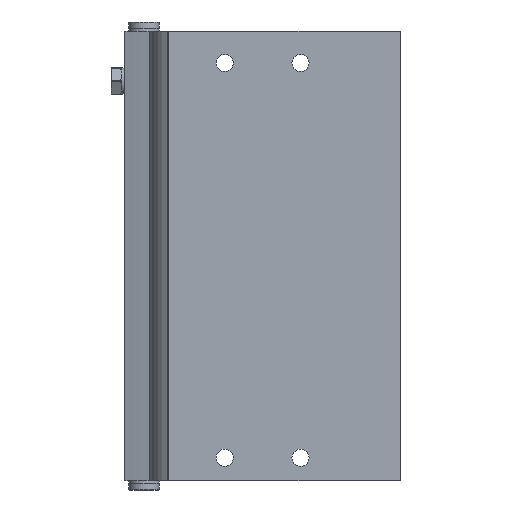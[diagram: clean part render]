
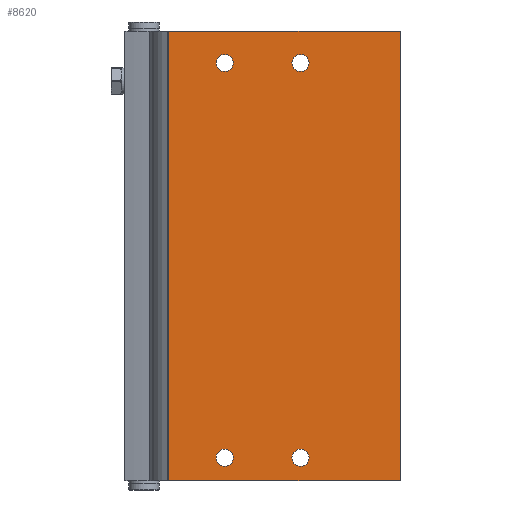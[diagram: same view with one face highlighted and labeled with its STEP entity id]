
A CAD part, front view. The second image highlights one B-rep face of the part: STEP entity #8620.
In plain terms, the highlighted planar face has unit normal (0, -1, 0).
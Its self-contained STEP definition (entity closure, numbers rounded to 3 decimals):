
#689=LINE('',#14950,#1238);
#690=LINE('',#14960,#1239);
#691=LINE('',#14962,#1240);
#692=LINE('',#14964,#1241);
#1238=VECTOR('',#11122,1000.);
#1239=VECTOR('',#11133,1000.);
#1240=VECTOR('',#11134,1000.);
#1241=VECTOR('',#11135,1000.);
#2046=ORIENTED_EDGE('',*,*,#4225,.F.);
#2047=ORIENTED_EDGE('',*,*,#4226,.F.);
#2048=ORIENTED_EDGE('',*,*,#4227,.F.);
#2049=ORIENTED_EDGE('',*,*,#4228,.F.);
#2050=ORIENTED_EDGE('',*,*,#4229,.F.);
#2051=ORIENTED_EDGE('',*,*,#4224,.F.);
#2052=ORIENTED_EDGE('',*,*,#4230,.T.);
#2053=ORIENTED_EDGE('',*,*,#4231,.T.);
#4224=EDGE_CURVE('',#5326,#5325,#689,.T.);
#4225=EDGE_CURVE('',#5327,#5327,#5951,.T.);
#4226=EDGE_CURVE('',#5328,#5328,#5952,.T.);
#4227=EDGE_CURVE('',#5329,#5329,#5953,.T.);
#4228=EDGE_CURVE('',#5330,#5330,#5954,.T.);
#4229=EDGE_CURVE('',#5325,#5331,#690,.T.);
#4230=EDGE_CURVE('',#5326,#5332,#691,.T.);
#4231=EDGE_CURVE('',#5332,#5331,#692,.T.);
#5325=VERTEX_POINT('',#14947);
#5326=VERTEX_POINT('',#14949);
#5327=VERTEX_POINT('',#14953);
#5328=VERTEX_POINT('',#14955);
#5329=VERTEX_POINT('',#14957);
#5330=VERTEX_POINT('',#14959);
#5331=VERTEX_POINT('',#14961);
#5332=VERTEX_POINT('',#14963);
#5951=CIRCLE('',#9759,2.25);
#5952=CIRCLE('',#9760,2.25);
#5953=CIRCLE('',#9761,2.25);
#5954=CIRCLE('',#9762,2.25);
#6446=EDGE_LOOP('',(#2046));
#6447=EDGE_LOOP('',(#2047));
#6448=EDGE_LOOP('',(#2048));
#6449=EDGE_LOOP('',(#2049));
#6450=EDGE_LOOP('',(#2050,#2051,#2052,#2053));
#7457=FACE_BOUND('',#6446,.T.);
#7458=FACE_BOUND('',#6447,.T.);
#7459=FACE_BOUND('',#6448,.T.);
#7460=FACE_BOUND('',#6449,.T.);
#7461=FACE_BOUND('',#6450,.T.);
#8312=PLANE('',#9758);
#8620=ADVANCED_FACE('',(#7457,#7458,#7459,#7460,#7461),#8312,.T.);
#9758=AXIS2_PLACEMENT_3D('',#14951,#11123,#11124);
#9759=AXIS2_PLACEMENT_3D('',#14952,#11125,#11126);
#9760=AXIS2_PLACEMENT_3D('',#14954,#11127,#11128);
#9761=AXIS2_PLACEMENT_3D('',#14956,#11129,#11130);
#9762=AXIS2_PLACEMENT_3D('',#14958,#11131,#11132);
#11122=DIRECTION('',(0.,0.,1.));
#11123=DIRECTION('',(0.,-1.,0.));
#11124=DIRECTION('',(0.,0.,-1.));
#11125=DIRECTION('',(0.,-1.,0.));
#11126=DIRECTION('',(0.,0.,-1.));
#11127=DIRECTION('',(0.,-1.,0.));
#11128=DIRECTION('',(0.,0.,-1.));
#11129=DIRECTION('',(0.,-1.,0.));
#11130=DIRECTION('',(0.,0.,-1.));
#11131=DIRECTION('',(0.,-1.,0.));
#11132=DIRECTION('',(0.,0.,-1.));
#11133=DIRECTION('',(1.,0.,0.));
#11134=DIRECTION('',(1.,0.,0.));
#11135=DIRECTION('',(0.,0.,1.));
#14947=CARTESIAN_POINT('',(-36.27,0.,0.));
#14949=CARTESIAN_POINT('',(-36.27,0.,-118.3));
#14950=CARTESIAN_POINT('',(-36.27,0.,-118.3));
#14951=CARTESIAN_POINT('',(-36.27,0.,-118.3));
#14952=CARTESIAN_POINT('',(-10.,0.,-110.));
#14953=CARTESIAN_POINT('',(-10.,0.,-112.25));
#14954=CARTESIAN_POINT('',(-10.,0.,-6.));
#14955=CARTESIAN_POINT('',(-10.,0.,-8.25));
#14956=CARTESIAN_POINT('',(10.,0.,-110.));
#14957=CARTESIAN_POINT('',(10.,0.,-112.25));
#14958=CARTESIAN_POINT('',(10.,0.,-6.));
#14959=CARTESIAN_POINT('',(10.,0.,-8.25));
#14960=CARTESIAN_POINT('',(-36.27,0.,0.));
#14961=CARTESIAN_POINT('',(24.73,0.,0.));
#14962=CARTESIAN_POINT('',(-36.27,0.,-118.3));
#14963=CARTESIAN_POINT('',(24.73,0.,-118.3));
#14964=CARTESIAN_POINT('',(24.73,0.,-118.3));
